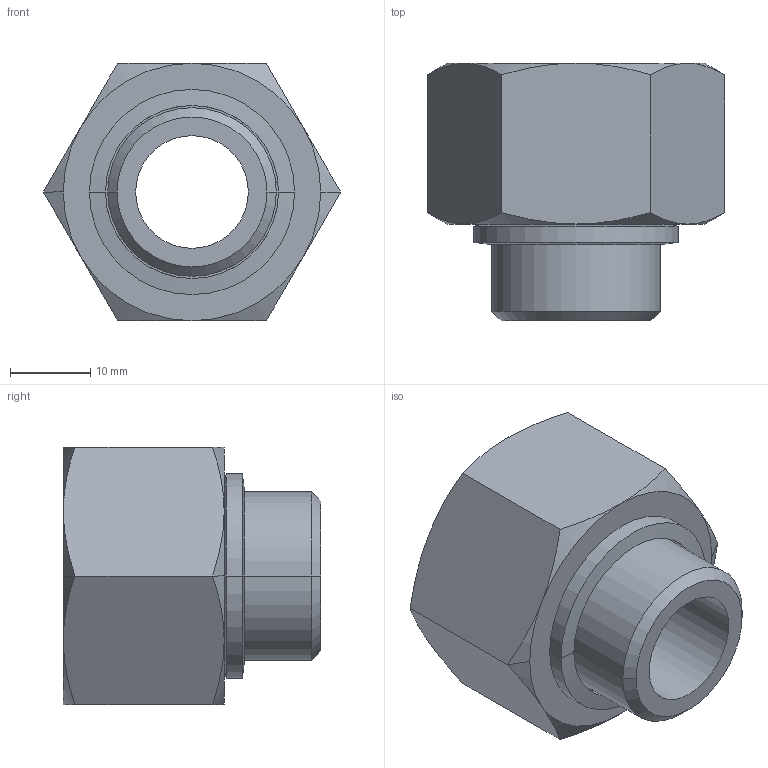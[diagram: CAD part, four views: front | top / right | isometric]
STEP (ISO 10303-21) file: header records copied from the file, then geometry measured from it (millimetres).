
FILE_DESCRIPTION(('STEP AP214'),'1');
FILE_NAME('0169_21_27.stp','2020-01-16T10:50:47',('TraceParts'),('TraceParts S.A.'),'Spatial InterOp 3D',' ',' ');
FILE_SCHEMA(('AUTOMOTIVE_DESIGN { 1 0 10303 214 1 1 1 1 }'));
Length unit declared in the file: millimetre
Products named in the file (1): 0169_21_27_1
Bounding box: 36.95 x 32 x 32 mm (x, y, z)
Volume: 11897.2 mm3; surface area: 6931.6 mm2
Topology: 2 solids, 2 shells, 67 faces, 161 edges, 99 vertices
Faces by surface type: cylinder 27, cone 24, plane 16
Entity records: 2518 total; most frequent: CARTESIAN_POINT 377, DIRECTION 362, ORIENTED_EDGE 322, EDGE_CURVE 161, AXIS2_PLACEMENT_3D 156, VERTEX_POINT 99, CIRCLE 87, EDGE_LOOP 72
